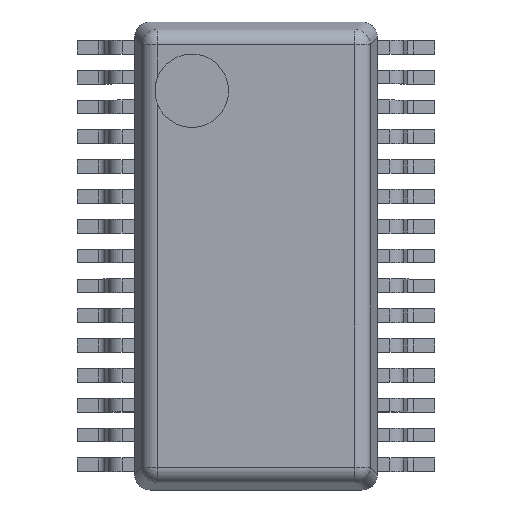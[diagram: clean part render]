
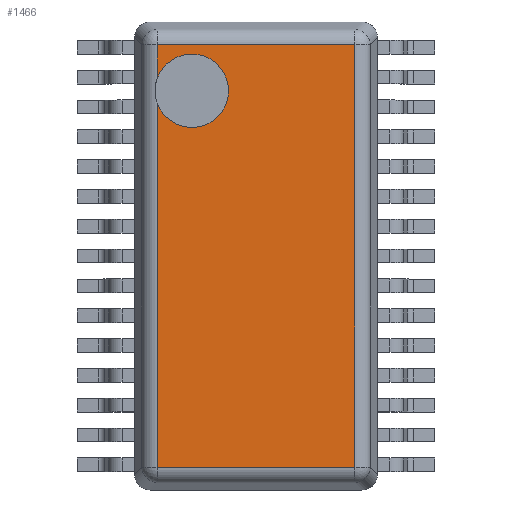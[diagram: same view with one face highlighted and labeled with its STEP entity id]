
A CAD part, top view. The second image highlights one B-rep face of the part: STEP entity #1466.
In plain terms, the highlighted face is planar.
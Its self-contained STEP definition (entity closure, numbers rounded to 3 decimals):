
#581=DIRECTION('',(0.,0.,1.));
#582=VECTOR('',#581,0.735);
#583=CARTESIAN_POINT('',(-2.154,0.85,-4.604));
#584=LINE('',#583,#582);
#588=DIRECTION('',(-1.,0.,0.));
#589=VECTOR('',#588,4.307);
#590=CARTESIAN_POINT('',(2.154,0.85,-4.604));
#591=LINE('',#590,#589);
#595=DIRECTION('',(0.,0.,-1.));
#596=VECTOR('',#595,9.207);
#597=CARTESIAN_POINT('',(2.154,0.85,4.604));
#598=LINE('',#597,#596);
#602=DIRECTION('',(1.,0.,0.));
#603=VECTOR('',#602,4.307);
#604=CARTESIAN_POINT('',(-2.154,0.85,4.604));
#605=LINE('',#604,#603);
#609=DIRECTION('',(0.,0.,1.));
#610=VECTOR('',#609,7.935);
#611=CARTESIAN_POINT('',(-2.154,0.85,-3.332));
#612=LINE('',#611,#610);
#616=CARTESIAN_POINT('',(-1.4,0.85,-3.6));
#617=DIRECTION('',(0.,-1.,0.));
#618=DIRECTION('',(1.,0.,0.));
#619=AXIS2_PLACEMENT_3D('',#616,#617,#618);
#624=CARTESIAN_POINT('',(-1.4,0.85,-3.6));
#625=DIRECTION('',(0.,-1.,0.));
#626=DIRECTION('',(-0.942,0.,-0.335));
#627=AXIS2_PLACEMENT_3D('',#624,#625,#626);
#729=CARTESIAN_POINT('',(-2.154,0.85,-3.332));
#875=CARTESIAN_POINT('',(-0.6,0.85,-3.6));
#876=VERTEX_POINT('',#875);
#885=CARTESIAN_POINT('',(-2.154,0.85,-4.604));
#886=CARTESIAN_POINT('',(-2.154,0.85,-3.868));
#887=VERTEX_POINT('',#885);
#888=VERTEX_POINT('',#886);
#893=CARTESIAN_POINT('',(2.154,0.85,4.604));
#894=CARTESIAN_POINT('',(2.154,0.85,-4.604));
#895=VERTEX_POINT('',#893);
#896=VERTEX_POINT('',#894);
#960=CARTESIAN_POINT('',(-2.154,0.85,4.604));
#961=VERTEX_POINT('',#960);
#979=VERTEX_POINT('',#729);
#1450=CARTESIAN_POINT('',(0.,0.85,0.));
#1451=DIRECTION('',(0.,1.,0.));
#1452=DIRECTION('',(1.,0.,0.));
#1453=AXIS2_PLACEMENT_3D('',#1450,#1451,#1452);
#1454=PLANE('',#1453);
#1455=ORIENTED_EDGE('',*,*,#1428,.F.);
#1457=ORIENTED_EDGE('',*,*,#1456,.F.);
#1458=ORIENTED_EDGE('',*,*,#1329,.F.);
#1459=ORIENTED_EDGE('',*,*,#1358,.F.);
#1460=ORIENTED_EDGE('',*,*,#1421,.F.);
#1462=ORIENTED_EDGE('',*,*,#1461,.F.);
#1463=ORIENTED_EDGE('',*,*,#1439,.F.);
#1464=EDGE_LOOP('',(#1455,#1457,#1458,#1459,#1460,#1462,#1463));
#1465=FACE_OUTER_BOUND('',#1464,.F.);
#620=CIRCLE('',#619,0.8);
#628=CIRCLE('',#627,0.8);
#1329=EDGE_CURVE('',#895,#896,#598,.T.);
#1358=EDGE_CURVE('',#961,#895,#605,.T.);
#1421=EDGE_CURVE('',#979,#961,#612,.T.);
#1428=EDGE_CURVE('',#887,#888,#584,.T.);
#1439=EDGE_CURVE('',#888,#876,#628,.T.);
#1456=EDGE_CURVE('',#896,#887,#591,.T.);
#1461=EDGE_CURVE('',#876,#979,#620,.T.);
#1466=ADVANCED_FACE('',(#1465),#1454,.T.);
